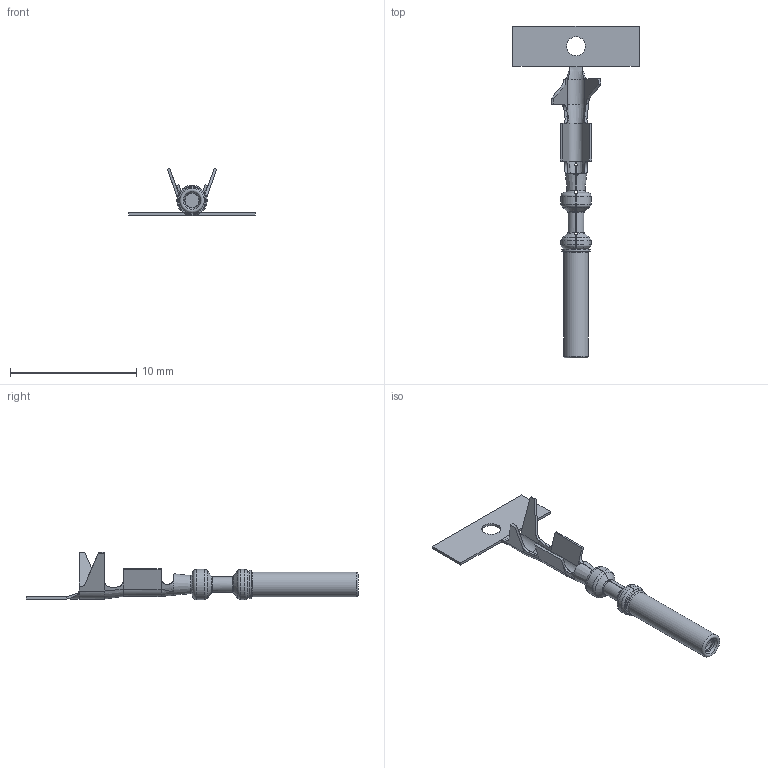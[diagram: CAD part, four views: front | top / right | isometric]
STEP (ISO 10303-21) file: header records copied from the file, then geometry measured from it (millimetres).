
FILE_DESCRIPTION( ('This file contains a STEP AP42 implementation' ,'as created by ZW3D STEP Interface translator.') ,'2;1' );
FILE_NAME( '傷赽1110.stp' ,'23 4 7. 91139', (''), ('ZWCAD Software Co.'), 'Version 1.0', 'ZW3D to STEP translator', '' );
FILE_SCHEMA(('AUTOMOTIVE_DESIGN { 1 0 10303 214 1 1 1 1 }'));
Length unit declared in the file: millimetre
Products named in the file (2): 0; 傷赽1110
Bounding box: 10 x 26.3 x 3.75 mm (x, y, z)
Volume: 41.3 mm3; surface area: 289.8 mm2
Topology: 1 solids, 1 shells, 193 faces, 530 edges, 336 vertices
Faces by surface type: plane 61, bspline 56, cylinder 50, cone 18, torus 8
Full cylindrical faces by diameter (mm): 1.25 x1, 1.635 x1, 1.94 x1, 2.24 x1
Entity records: 8148 total; most frequent: CARTESIAN_POINT 3684, ORIENTED_EDGE 1058, DIRECTION 649, EDGE_CURVE 529, VERTEX_POINT 334, AXIS2_PLACEMENT_3D 229, EDGE_LOOP 196, B_SPLINE_CURVE_WITH_KNOTS 193
